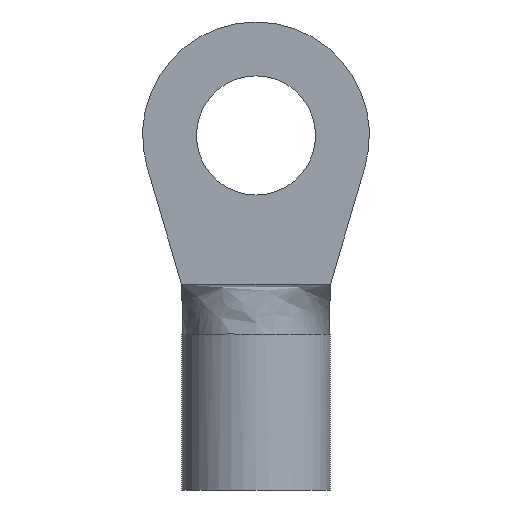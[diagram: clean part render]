
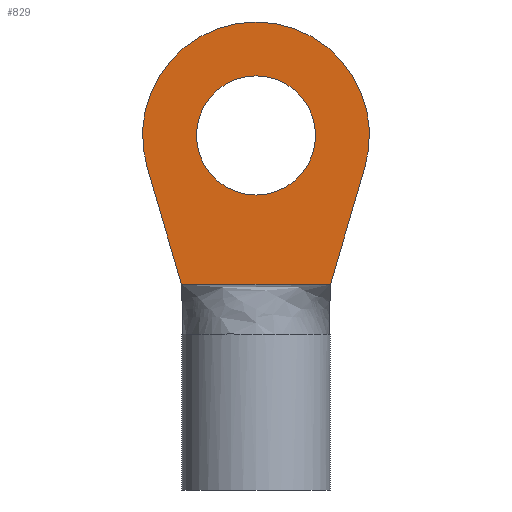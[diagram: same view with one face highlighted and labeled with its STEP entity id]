
A CAD part, front view. The second image highlights one B-rep face of the part: STEP entity #829.
In plain terms, the highlighted planar face has unit normal (0, -1, 0).
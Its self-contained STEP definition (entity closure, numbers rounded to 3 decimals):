
#2 = CARTESIAN_POINT ( 'NONE',  ( 5.25, -5.25, 14.5 ) ) ;
#3 = VERTEX_POINT ( 'NONE', #459 ) ;
#13 = ORIENTED_EDGE ( 'NONE', *, *, #978, .T. ) ;
#52 = VECTOR ( 'NONE', #269, 1000. ) ;
#74 = EDGE_LOOP ( 'NONE', ( #150, #78, #508, #467 ) ) ;
#78 = ORIENTED_EDGE ( 'NONE', *, *, #398, .F. ) ;
#95 = FACE_OUTER_BOUND ( 'NONE', #74, .T. ) ;
#126 = AXIS2_PLACEMENT_3D ( 'NONE', #235, #164, #158 ) ;
#138 = EDGE_CURVE ( 'NONE', #480, #810, #527, .T. ) ;
#150 = ORIENTED_EDGE ( 'NONE', *, *, #934, .F. ) ;
#158 = DIRECTION ( 'NONE',  ( 0., 0., 1. ) ) ;
#164 = DIRECTION ( 'NONE',  ( 0., 1., 0. ) ) ;
#175 = CARTESIAN_POINT ( 'NONE',  ( 0., -5.25, 25. ) ) ;
#189 = DIRECTION ( 'NONE',  ( 0., 1., 0. ) ) ;
#235 = CARTESIAN_POINT ( 'NONE',  ( 0., -5.25, 25. ) ) ;
#269 = DIRECTION ( 'NONE',  ( -1., 0., 0. ) ) ;
#274 = AXIS2_PLACEMENT_3D ( 'NONE', #175, #658, #972 ) ;
#292 = EDGE_CURVE ( 'NONE', #810, #821, #639, .T. ) ;
#314 = DIRECTION ( 'NONE',  ( -0.282, 0., 0.959 ) ) ;
#317 = VERTEX_POINT ( 'NONE', #684 ) ;
#352 = DIRECTION ( 'NONE',  ( 0., 1., 0. ) ) ;
#362 = CARTESIAN_POINT ( 'NONE',  ( 0., -5.25, 25. ) ) ;
#398 = EDGE_CURVE ( 'NONE', #821, #3, #592, .T. ) ;
#409 = CARTESIAN_POINT ( 'NONE',  ( -5.25, -5.25, 14.5 ) ) ;
#413 = DIRECTION ( 'NONE',  ( 0., 0., 1. ) ) ;
#459 = CARTESIAN_POINT ( 'NONE',  ( -5.25, -5.25, 14.5 ) ) ;
#460 = CARTESIAN_POINT ( 'NONE',  ( 0., -5.25, 20.8 ) ) ;
#467 = ORIENTED_EDGE ( 'NONE', *, *, #138, .F. ) ;
#480 = VERTEX_POINT ( 'NONE', #844 ) ;
#508 = ORIENTED_EDGE ( 'NONE', *, *, #292, .F. ) ;
#519 = CARTESIAN_POINT ( 'NONE',  ( 7.675, -5.25, 22.742 ) ) ;
#527 = CIRCLE ( 'NONE', #669, 8. ) ;
#560 = EDGE_LOOP ( 'NONE', ( #13, #629 ) ) ;
#571 = DIRECTION ( 'NONE',  ( 0., 0., 1. ) ) ;
#581 = VECTOR ( 'NONE', #628, 1000. ) ;
#592 = LINE ( 'NONE', #990, #52 ) ;
#605 = EDGE_CURVE ( 'NONE', #317, #940, #891, .T. ) ;
#628 = DIRECTION ( 'NONE',  ( -0.282, 0., -0.959 ) ) ;
#629 = ORIENTED_EDGE ( 'NONE', *, *, #605, .T. ) ;
#639 = LINE ( 'NONE', #2, #581 ) ;
#658 = DIRECTION ( 'NONE',  ( 0., 1., 0. ) ) ;
#669 = AXIS2_PLACEMENT_3D ( 'NONE', #959, #189, #413 ) ;
#670 = VECTOR ( 'NONE', #314, 1000. ) ;
#675 = CARTESIAN_POINT ( 'NONE',  ( 5.25, -5.25, 14.5 ) ) ;
#684 = CARTESIAN_POINT ( 'NONE',  ( 0., -5.25, 29.2 ) ) ;
#783 = LINE ( 'NONE', #409, #670 ) ;
#810 = VERTEX_POINT ( 'NONE', #519 ) ;
#811 = FACE_BOUND ( 'NONE', #560, .T. ) ;
#821 = VERTEX_POINT ( 'NONE', #675 ) ;
#822 = PLANE ( 'NONE',  #274 ) ;
#829 = ADVANCED_FACE ( 'NONE', ( #95, #811 ), #822, .F. ) ;
#844 = CARTESIAN_POINT ( 'NONE',  ( -7.675, -5.25, 22.742 ) ) ;
#891 = CIRCLE ( 'NONE', #126, 4.2 ) ;
#893 = CIRCLE ( 'NONE', #992, 4.2 ) ;
#934 = EDGE_CURVE ( 'NONE', #3, #480, #783, .T. ) ;
#940 = VERTEX_POINT ( 'NONE', #460 ) ;
#959 = CARTESIAN_POINT ( 'NONE',  ( 0., -5.25, 25. ) ) ;
#972 = DIRECTION ( 'NONE',  ( 0., 0., 1. ) ) ;
#978 = EDGE_CURVE ( 'NONE', #940, #317, #893, .T. ) ;
#990 = CARTESIAN_POINT ( 'NONE',  ( 5.25, -5.25, 14.5 ) ) ;
#992 = AXIS2_PLACEMENT_3D ( 'NONE', #362, #352, #571 ) ;
